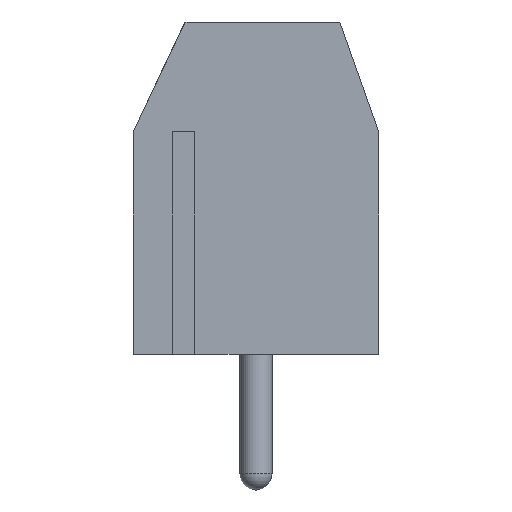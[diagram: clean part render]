
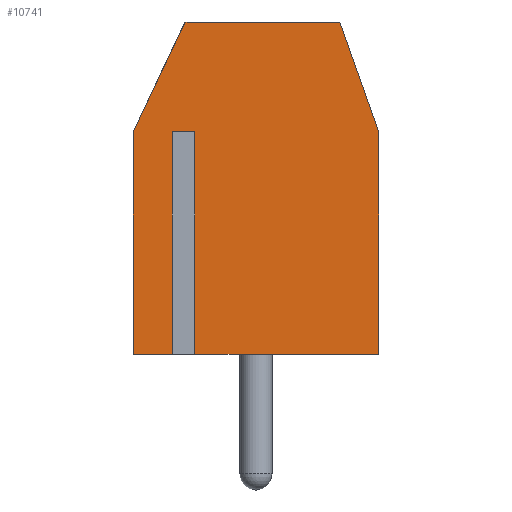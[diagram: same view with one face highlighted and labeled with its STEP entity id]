
A CAD part, left-side view. The second image highlights one B-rep face of the part: STEP entity #10741.
In plain terms, the highlighted planar face has unit normal (-1, 0, 0).
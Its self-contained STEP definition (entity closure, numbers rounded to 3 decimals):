
#591=FACE_OUTER_BOUND('',#1199,.T.);
#1199=EDGE_LOOP('',(#7111,#7112,#7113,#7114,#7115,#7116,#7117,#7118,#7119,
#7120));
#1845=LINE('',#15385,#3115);
#1851=LINE('',#15400,#3121);
#1861=LINE('',#15423,#3131);
#1862=LINE('',#15429,#3132);
#1863=LINE('',#15431,#3133);
#1864=LINE('',#15433,#3134);
#1865=LINE('',#15435,#3135);
#1866=LINE('',#15437,#3136);
#1867=LINE('',#15439,#3137);
#1868=LINE('',#15440,#3138);
#3115=VECTOR('',#12326,10.);
#3121=VECTOR('',#12338,10.);
#3131=VECTOR('',#12356,10.);
#3132=VECTOR('',#12363,10.);
#3133=VECTOR('',#12364,10.);
#3134=VECTOR('',#12365,10.);
#3135=VECTOR('',#12366,10.);
#3136=VECTOR('',#12367,10.);
#3137=VECTOR('',#12368,10.);
#3138=VECTOR('',#12369,10.);
#4387=VERTEX_POINT('',#15382);
#4388=VERTEX_POINT('',#15384);
#4394=VERTEX_POINT('',#15398);
#4403=VERTEX_POINT('',#15421);
#4405=VERTEX_POINT('',#15428);
#4406=VERTEX_POINT('',#15430);
#4407=VERTEX_POINT('',#15432);
#4408=VERTEX_POINT('',#15434);
#4409=VERTEX_POINT('',#15436);
#4410=VERTEX_POINT('',#15438);
#5463=EDGE_CURVE('',#4387,#4388,#1845,.T.);
#5471=EDGE_CURVE('',#4394,#4387,#1851,.T.);
#5483=EDGE_CURVE('',#4403,#4394,#1861,.T.);
#5486=EDGE_CURVE('',#4405,#4403,#1862,.T.);
#5487=EDGE_CURVE('',#4406,#4405,#1863,.T.);
#5488=EDGE_CURVE('',#4406,#4407,#1864,.T.);
#5489=EDGE_CURVE('',#4408,#4407,#1865,.T.);
#5490=EDGE_CURVE('',#4409,#4408,#1866,.T.);
#5491=EDGE_CURVE('',#4410,#4409,#1867,.T.);
#5492=EDGE_CURVE('',#4410,#4388,#1868,.T.);
#7111=ORIENTED_EDGE('',*,*,#5463,.F.);
#7112=ORIENTED_EDGE('',*,*,#5471,.F.);
#7113=ORIENTED_EDGE('',*,*,#5483,.F.);
#7114=ORIENTED_EDGE('',*,*,#5486,.F.);
#7115=ORIENTED_EDGE('',*,*,#5487,.F.);
#7116=ORIENTED_EDGE('',*,*,#5488,.T.);
#7117=ORIENTED_EDGE('',*,*,#5489,.F.);
#7118=ORIENTED_EDGE('',*,*,#5490,.F.);
#7119=ORIENTED_EDGE('',*,*,#5491,.F.);
#7120=ORIENTED_EDGE('',*,*,#5492,.T.);
#10252=PLANE('',#11408);
#10741=ADVANCED_FACE('',(#591),#10252,.T.);
#11408=AXIS2_PLACEMENT_3D('',#15427,#12361,#12362);
#12326=DIRECTION('',(0.,-0.333,-0.943));
#12338=DIRECTION('',(0.,-1.,0.));
#12356=DIRECTION('',(0.,-0.426,0.905));
#12361=DIRECTION('center_axis',(-1.,0.,0.));
#12362=DIRECTION('ref_axis',(0.,-1.,0.));
#12363=DIRECTION('',(0.,0.,1.));
#12364=DIRECTION('',(0.,1.,0.));
#12365=DIRECTION('',(0.,0.,1.));
#12366=DIRECTION('',(0.,1.,0.));
#12367=DIRECTION('',(0.,0.,1.));
#12368=DIRECTION('',(0.,1.,0.));
#12369=DIRECTION('',(0.,0.,1.));
#15382=CARTESIAN_POINT('',(0.,-6.4,10.3));
#15384=CARTESIAN_POINT('',(0.,-7.6,6.9));
#15385=CARTESIAN_POINT('',(0.,-7.962,5.875));
#15398=CARTESIAN_POINT('',(0.,-1.6,10.3));
#15400=CARTESIAN_POINT('',(0.,-7.6,10.3));
#15421=CARTESIAN_POINT('',(0.,0.,6.9));
#15423=CARTESIAN_POINT('',(0.,0.929,4.925));
#15427=CARTESIAN_POINT('Origin',(0.,0.,0.));
#15428=CARTESIAN_POINT('',(0.,0.,0.));
#15429=CARTESIAN_POINT('',(0.,0.,0.));
#15430=CARTESIAN_POINT('',(0.,-1.35,0.));
#15431=CARTESIAN_POINT('',(0.,-7.6,0.));
#15432=CARTESIAN_POINT('',(0.,-1.35,6.9));
#15433=CARTESIAN_POINT('',(0.,-1.35,0.));
#15434=CARTESIAN_POINT('',(0.,-1.75,6.9));
#15435=CARTESIAN_POINT('',(0.,-1.9,6.9));
#15436=CARTESIAN_POINT('',(0.,-1.75,0.));
#15437=CARTESIAN_POINT('',(0.,-1.75,0.));
#15438=CARTESIAN_POINT('',(0.,-7.6,0.));
#15439=CARTESIAN_POINT('',(0.,-7.6,0.));
#15440=CARTESIAN_POINT('',(0.,-7.6,0.));
